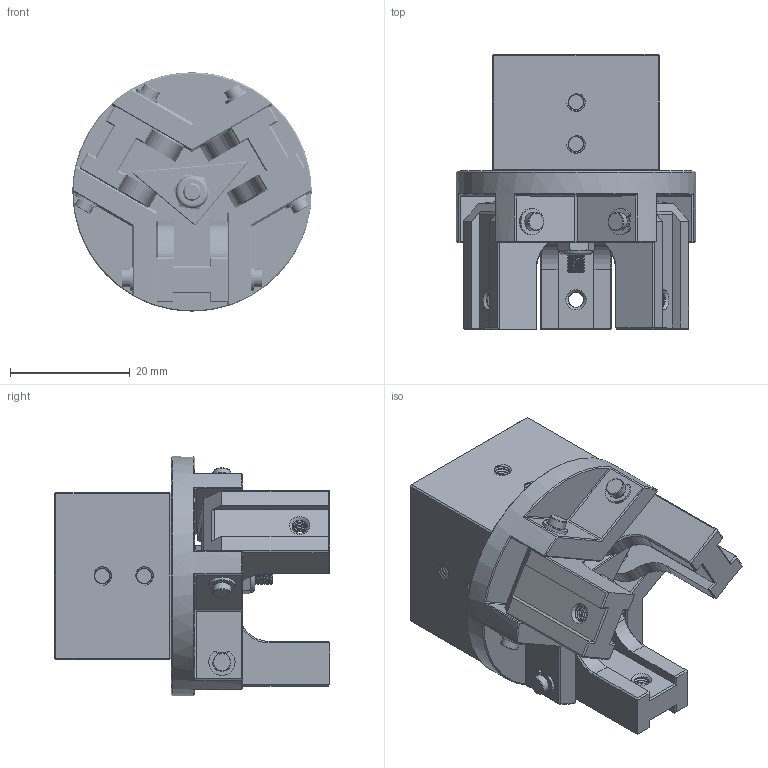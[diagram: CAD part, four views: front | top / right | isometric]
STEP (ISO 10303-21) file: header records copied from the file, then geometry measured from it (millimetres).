
FILE_DESCRIPTION(/* description */ (''),/* implementation_level */ '2;1');
FILE_NAME(/* name */ '4b60bb2f-372d-484a-97fd-b9409bc1ed48.stp',/* time_stamp */ '2024-10-08T17:24:40Z',/* author */ (''),/* organization */ (''),/* preprocessor_version */ 'ST-DEVELOPER v20',/* originating_system */ 'Autodesk Translation Framework v13.20.0.188',/* authorisation */ '');
FILE_SCHEMA (('AUTOMOTIVE_DESIGN { 1 0 10303 214 3 1 1 }'));
Products named in the file (10): KZ 3/12; Upper body; Lower body; Flange_1; Socket screw M4; Shaft_2; Retaining ring 3; Gripper; Nut M3; Thread rod M3
Assembly tree (19 placements, depth 2):
  KZ 3/12
    Upper body
    Lower body
    Shaft_2  x3
    Gripper  x3
    Retaining ring 3  x6
    Flange_1
    Socket screw M4  x2
    Nut M3
    Thread rod M3
Bounding box: 40 x 46 x 40 mm (x, y, z)
Volume: 27682.9 mm3; surface area: 16918.1 mm2
Topology: 20 solids, 20 shells, 1144 faces, 2886 edges, 1813 vertices
Faces by surface type: cylinder 602, plane 392, cone 109, bspline 38, torus 3
Full cylindrical faces by diameter (mm): 2 x7, 2.356 x5, 2.529 x51, 2.538 x1, 2.594 x6, 2.927 x9, 3 x29, 3.086 x42, 3.091 x20, 3.332 x36, 3.352 x1, 4 x20, 4.109 x26, 4.234 x10, 5.12 x6, 7 x4, 40 x1
Entity records: 51272 total; most frequent: CARTESIAN_POINT 32835, ORIENTED_EDGE 4200, DIRECTION 3077, EDGE_CURVE 2100, VERTEX_POINT 1313, AXIS2_PLACEMENT_3D 1110, B_SPLINE_CURVE_WITH_KNOTS 904, EDGE_LOOP 875
